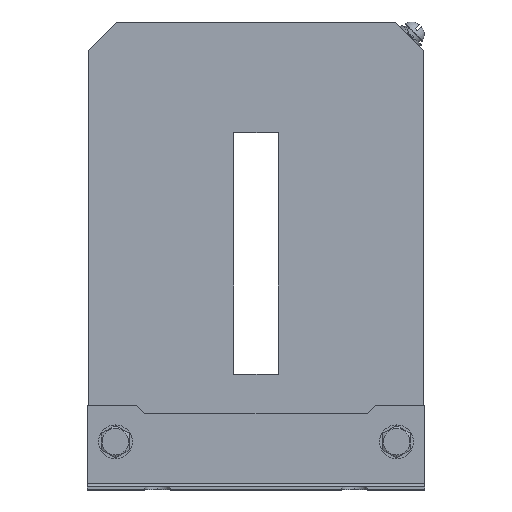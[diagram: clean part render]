
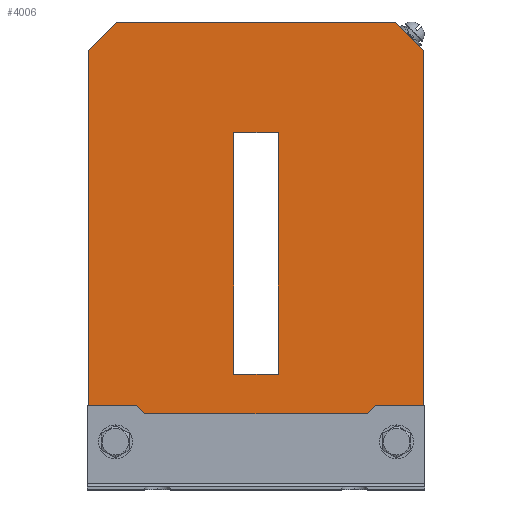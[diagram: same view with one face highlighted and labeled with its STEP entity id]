
A CAD part, top view. The second image highlights one B-rep face of the part: STEP entity #4006.
In plain terms, the highlighted planar face has unit normal (0, 0, 1).
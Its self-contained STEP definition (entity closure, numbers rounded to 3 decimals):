
#96 = CARTESIAN_POINT ( 'NONE',  ( 41.7, 31.785, 178.499 ) ) ;
#278 = VERTEX_POINT ( 'NONE', #10773 ) ;
#296 = VERTEX_POINT ( 'NONE', #13028 ) ;
#343 = VECTOR ( 'NONE', #6900, 1000. ) ;
#478 = DIRECTION ( 'NONE',  ( 1., 0., 0. ) ) ;
#751 = VERTEX_POINT ( 'NONE', #6412 ) ;
#808 = EDGE_CURVE ( 'NONE', #4276, #5868, #13331, .T. ) ;
#984 = CARTESIAN_POINT ( 'NONE',  ( 10.2, 131.785, 178.499 ) ) ;
#1004 = CARTESIAN_POINT ( 'NONE',  ( 61.7, 170.785, 178.499 ) ) ;
#1418 = EDGE_LOOP ( 'NONE', ( #8710, #7764, #9101, #6894, #15115, #14931, #14314, #9443, #9155, #9968 ) ) ;
#1583 = LINE ( 'NONE', #6329, #2621 ) ;
#1598 = DIRECTION ( 'NONE',  ( 1., 0., 0. ) ) ;
#1755 = FACE_OUTER_BOUND ( 'NONE', #1418, .T. ) ;
#1877 = LINE ( 'NONE', #6638, #11731 ) ;
#1887 = EDGE_CURVE ( 'NONE', #2068, #751, #6450, .T. ) ;
#1963 = LINE ( 'NONE', #6726, #4405 ) ;
#2068 = VERTEX_POINT ( 'NONE', #14398 ) ;
#2086 = LINE ( 'NONE', #6849, #3924 ) ;
#2097 = VECTOR ( 'NONE', #4469, 1000. ) ;
#2139 = CARTESIAN_POINT ( 'NONE',  ( 61.7, 131.785, 178.499 ) ) ;
#2313 = LINE ( 'NONE', #7096, #9736 ) ;
#2621 = VECTOR ( 'NONE', #10993, 1000. ) ;
#2732 = VECTOR ( 'NONE', #1598, 1000. ) ;
#2890 = DIRECTION ( 'NONE',  ( 0., 1., 0. ) ) ;
#3924 = VECTOR ( 'NONE', #11463, 1000. ) ;
#4006 = ADVANCED_FACE ( 'NONE', ( #12291, #1755 ), #6499, .T. ) ;
#4022 = CARTESIAN_POINT ( 'NONE',  ( -37.3, 31.785, 178.499 ) ) ;
#4080 = CARTESIAN_POINT ( 'NONE',  ( 56.7, 165.785, 178.499 ) ) ;
#4253 = CARTESIAN_POINT ( 'NONE',  ( 61.7, 170.785, 178.499 ) ) ;
#4276 = VERTEX_POINT ( 'NONE', #12618 ) ;
#4405 = VECTOR ( 'NONE', #11352, 1000. ) ;
#4469 = DIRECTION ( 'NONE',  ( -0.707, -0.707, 0. ) ) ;
#4519 = EDGE_CURVE ( 'NONE', #10330, #8166, #2086, .T. ) ;
#4768 = LINE ( 'NONE', #9452, #7481 ) ;
#4832 = VECTOR ( 'NONE', #4916, 1000. ) ;
#4916 = DIRECTION ( 'NONE',  ( -0.707, -0.707, 0. ) ) ;
#5001 = EDGE_CURVE ( 'NONE', #5868, #5841, #8806, .T. ) ;
#5530 = ORIENTED_EDGE ( 'NONE', *, *, #13438, .F. ) ;
#5755 = CARTESIAN_POINT ( 'NONE',  ( 10.2, 45.785, 178.499 ) ) ;
#5768 = DIRECTION ( 'NONE',  ( 0., -1., 0. ) ) ;
#5777 = EDGE_CURVE ( 'NONE', #6914, #296, #10267, .T. ) ;
#5841 = VERTEX_POINT ( 'NONE', #984 ) ;
#5868 = VERTEX_POINT ( 'NONE', #5755 ) ;
#5879 = VERTEX_POINT ( 'NONE', #10417 ) ;
#6329 = CARTESIAN_POINT ( 'NONE',  ( -5.8, 170.785, 178.499 ) ) ;
#6338 = VERTEX_POINT ( 'NONE', #4022 ) ;
#6412 = CARTESIAN_POINT ( 'NONE',  ( -40.3, 34.785, 178.499 ) ) ;
#6450 = LINE ( 'NONE', #11100, #13936 ) ;
#6499 = PLANE ( 'NONE',  #11081 ) ;
#6638 = CARTESIAN_POINT ( 'NONE',  ( 61.7, 170.785, 178.499 ) ) ;
#6703 = EDGE_CURVE ( 'NONE', #278, #8166, #11578, .T. ) ;
#6726 = CARTESIAN_POINT ( 'NONE',  ( -37.3, 31.785, 178.499 ) ) ;
#6849 = CARTESIAN_POINT ( 'NONE',  ( -57.8, 34.785, 178.499 ) ) ;
#6850 = VERTEX_POINT ( 'NONE', #12040 ) ;
#6894 = ORIENTED_EDGE ( 'NONE', *, *, #1887, .T. ) ;
#6900 = DIRECTION ( 'NONE',  ( -1., 0., 0. ) ) ;
#6914 = VERTEX_POINT ( 'NONE', #7090 ) ;
#7060 = VECTOR ( 'NONE', #2890, 1000. ) ;
#7090 = CARTESIAN_POINT ( 'NONE',  ( -47.3, 170.785, 178.499 ) ) ;
#7096 = CARTESIAN_POINT ( 'NONE',  ( -37.3, 31.785, 178.499 ) ) ;
#7202 = ORIENTED_EDGE ( 'NONE', *, *, #5001, .F. ) ;
#7348 = EDGE_LOOP ( 'NONE', ( #7202, #12201, #8733, #5530 ) ) ;
#7481 = VECTOR ( 'NONE', #14025, 1000. ) ;
#7485 = VECTOR ( 'NONE', #5768, 1000. ) ;
#7764 = ORIENTED_EDGE ( 'NONE', *, *, #5777, .T. ) ;
#8166 = VERTEX_POINT ( 'NONE', #8488 ) ;
#8488 = CARTESIAN_POINT ( 'NONE',  ( 61.7, 34.785, 178.499 ) ) ;
#8710 = ORIENTED_EDGE ( 'NONE', *, *, #13633, .T. ) ;
#8733 = ORIENTED_EDGE ( 'NONE', *, *, #11688, .F. ) ;
#8806 = LINE ( 'NONE', #13380, #7060 ) ;
#8814 = DIRECTION ( 'NONE',  ( -0.707, 0.707, 0. ) ) ;
#8972 = DIRECTION ( 'NONE',  ( 0., 0., 1. ) ) ;
#9029 = EDGE_CURVE ( 'NONE', #6338, #751, #1963, .T. ) ;
#9101 = ORIENTED_EDGE ( 'NONE', *, *, #11318, .T. ) ;
#9155 = ORIENTED_EDGE ( 'NONE', *, *, #6703, .F. ) ;
#9443 = ORIENTED_EDGE ( 'NONE', *, *, #4519, .T. ) ;
#9452 = CARTESIAN_POINT ( 'NONE',  ( -57.3, 170.785, 178.499 ) ) ;
#9736 = VECTOR ( 'NONE', #11692, 1000. ) ;
#9968 = ORIENTED_EDGE ( 'NONE', *, *, #10963, .T. ) ;
#10267 = LINE ( 'NONE', #14853, #2097 ) ;
#10295 = EDGE_CURVE ( 'NONE', #10330, #6850, #10713, .T. ) ;
#10330 = VERTEX_POINT ( 'NONE', #13344 ) ;
#10334 = VECTOR ( 'NONE', #8814, 1000. ) ;
#10417 = CARTESIAN_POINT ( 'NONE',  ( 51.7, 170.785, 178.499 ) ) ;
#10653 = EDGE_CURVE ( 'NONE', #6850, #6338, #2313, .T. ) ;
#10713 = LINE ( 'NONE', #96, #4832 ) ;
#10773 = CARTESIAN_POINT ( 'NONE',  ( 61.7, 160.785, 178.499 ) ) ;
#10841 = CARTESIAN_POINT ( 'NONE',  ( -5.8, 131.785, 178.499 ) ) ;
#10963 = EDGE_CURVE ( 'NONE', #278, #5879, #14508, .T. ) ;
#10993 = DIRECTION ( 'NONE',  ( 0., -1., 0. ) ) ;
#11081 = AXIS2_PLACEMENT_3D ( 'NONE', #4253, #8972, #13544 ) ;
#11100 = CARTESIAN_POINT ( 'NONE',  ( -57.8, 34.785, 178.499 ) ) ;
#11259 = DIRECTION ( 'NONE',  ( -1., 0., 0. ) ) ;
#11318 = EDGE_CURVE ( 'NONE', #296, #2068, #4768, .T. ) ;
#11352 = DIRECTION ( 'NONE',  ( -0.707, 0.707, 0. ) ) ;
#11463 = DIRECTION ( 'NONE',  ( 1., 0., 0. ) ) ;
#11578 = LINE ( 'NONE', #1004, #7485 ) ;
#11679 = VERTEX_POINT ( 'NONE', #10841 ) ;
#11688 = EDGE_CURVE ( 'NONE', #11679, #4276, #1583, .T. ) ;
#11692 = DIRECTION ( 'NONE',  ( -1., 0., 0. ) ) ;
#11731 = VECTOR ( 'NONE', #11259, 1000. ) ;
#12040 = CARTESIAN_POINT ( 'NONE',  ( 41.7, 31.785, 178.499 ) ) ;
#12201 = ORIENTED_EDGE ( 'NONE', *, *, #808, .F. ) ;
#12291 = FACE_BOUND ( 'NONE', #7348, .T. ) ;
#12618 = CARTESIAN_POINT ( 'NONE',  ( -5.8, 45.785, 178.499 ) ) ;
#12649 = LINE ( 'NONE', #2139, #343 ) ;
#13028 = CARTESIAN_POINT ( 'NONE',  ( -57.3, 160.785, 178.499 ) ) ;
#13262 = CARTESIAN_POINT ( 'NONE',  ( 61.7, 45.785, 178.499 ) ) ;
#13331 = LINE ( 'NONE', #13262, #2732 ) ;
#13344 = CARTESIAN_POINT ( 'NONE',  ( 44.7, 34.785, 178.499 ) ) ;
#13380 = CARTESIAN_POINT ( 'NONE',  ( 10.2, 170.785, 178.499 ) ) ;
#13438 = EDGE_CURVE ( 'NONE', #5841, #11679, #12649, .T. ) ;
#13544 = DIRECTION ( 'NONE',  ( 0., -1., 0. ) ) ;
#13633 = EDGE_CURVE ( 'NONE', #5879, #6914, #1877, .T. ) ;
#13936 = VECTOR ( 'NONE', #478, 1000. ) ;
#14025 = DIRECTION ( 'NONE',  ( 0., -1., 0. ) ) ;
#14314 = ORIENTED_EDGE ( 'NONE', *, *, #10295, .F. ) ;
#14398 = CARTESIAN_POINT ( 'NONE',  ( -57.3, 34.785, 178.499 ) ) ;
#14508 = LINE ( 'NONE', #4080, #10334 ) ;
#14853 = CARTESIAN_POINT ( 'NONE',  ( 7.2, 225.285, 178.499 ) ) ;
#14931 = ORIENTED_EDGE ( 'NONE', *, *, #10653, .F. ) ;
#15115 = ORIENTED_EDGE ( 'NONE', *, *, #9029, .F. ) ;
